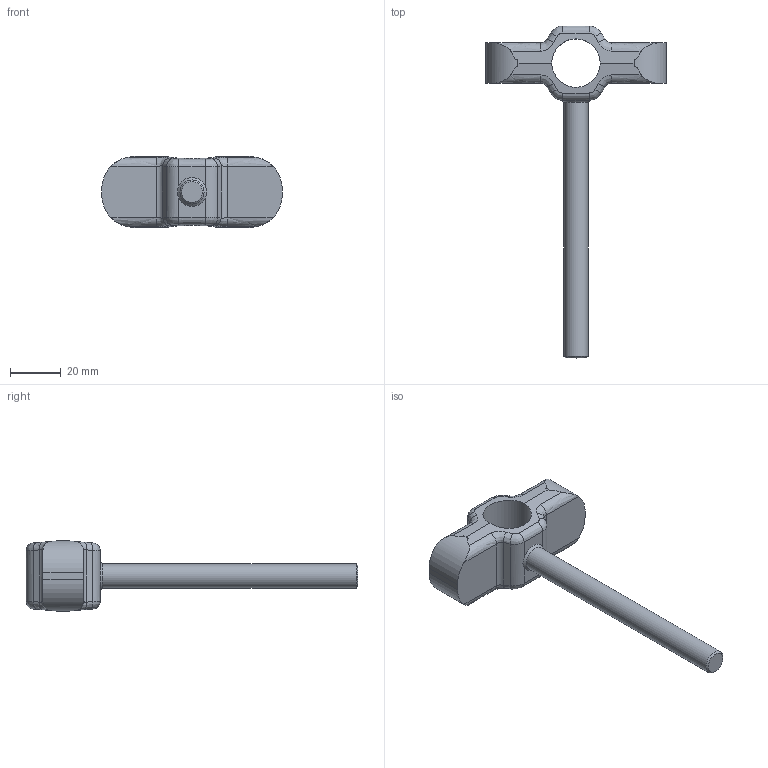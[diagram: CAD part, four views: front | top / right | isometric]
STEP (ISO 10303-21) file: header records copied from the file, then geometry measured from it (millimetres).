
FILE_DESCRIPTION (( 'STEP AP214' ), '1' );
FILE_NAME ('PHH6RX.XT304SA.STEP', '2018-02-03T05:26:56', ( 'admin' ), ( '' ), 'SwSTEP 2.0', 'SolidWorks 2013', '' );
FILE_SCHEMA (( 'AUTOMOTIVE_DESIGN' ));
Length unit declared in the file: inch
Products named in the file (1): PHH6RX.XT304SA
Bounding box: 71.12 x 130.81 x 28.06 mm (x, y, z)
Volume: 34904.7 mm3; surface area: 10921.5 mm2
Topology: 1 solids, 1 shells, 74 faces, 186 edges, 112 vertices
Faces by surface type: bspline 36, plane 22, cylinder 14, cone 2
Full cylindrical faces by diameter (mm): 9.525 x1, 19.05 x1
Entity records: 2968 total; most frequent: CARTESIAN_POINT 1625, ORIENTED_EDGE 362, EDGE_CURVE 181, DIRECTION 146, VERTEX_POINT 111, B_SPLINE_CURVE_WITH_KNOTS 82, EDGE_LOOP 78, FACE_OUTER_BOUND 76
